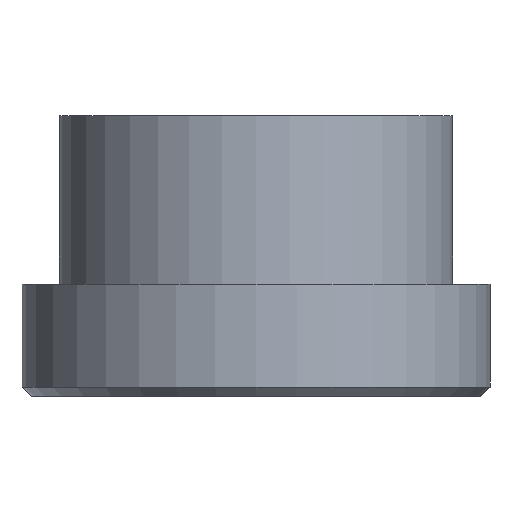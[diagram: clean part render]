
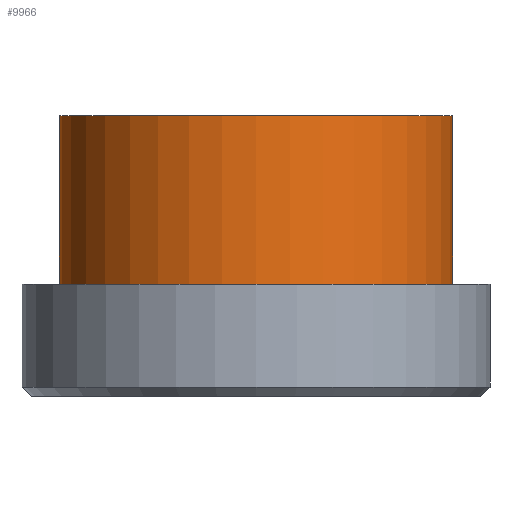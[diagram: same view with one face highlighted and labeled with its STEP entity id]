
A CAD part, front view. The second image highlights one B-rep face of the part: STEP entity #9966.
In plain terms, the highlighted cylindrical face has radius 10.5 mm (diameter 21 mm), a full revolution.
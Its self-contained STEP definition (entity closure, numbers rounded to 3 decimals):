
#653 = CARTESIAN_POINT ( 'NONE',  ( 0., 0., 7.5 ) ) ;
#848 = CARTESIAN_POINT ( 'NONE',  ( 0., 0., 7.5 ) ) ;
#1056 = ORIENTED_EDGE ( 'NONE', *, *, #11340, .F. ) ;
#1119 = EDGE_LOOP ( 'NONE', ( #1720 ) ) ;
#1283 = CIRCLE ( 'NONE', #5002, 10.5 ) ;
#1500 = DIRECTION ( 'NONE',  ( 1., 0., 0. ) ) ;
#1720 = ORIENTED_EDGE ( 'NONE', *, *, #8266, .T. ) ;
#2229 = VERTEX_POINT ( 'NONE', #12273 ) ;
#2870 = VERTEX_POINT ( 'NONE', #9229 ) ;
#3969 = DIRECTION ( 'NONE',  ( 0., 0., 1. ) ) ;
#4041 = CIRCLE ( 'NONE', #6288, 10.5 ) ;
#4982 = DIRECTION ( 'NONE',  ( 1., 0., 0. ) ) ;
#5002 = AXIS2_PLACEMENT_3D ( 'NONE', #8811, #12926, #6835 ) ;
#6288 = AXIS2_PLACEMENT_3D ( 'NONE', #653, #9659, #1500 ) ;
#6334 = EDGE_LOOP ( 'NONE', ( #1056 ) ) ;
#6835 = DIRECTION ( 'NONE',  ( 1., 0., 0. ) ) ;
#6907 = CYLINDRICAL_SURFACE ( 'NONE', #8592, 10.5 ) ;
#8266 = EDGE_CURVE ( 'NONE', #2870, #2870, #1283, .T. ) ;
#8518 = FACE_OUTER_BOUND ( 'NONE', #6334, .T. ) ;
#8592 = AXIS2_PLACEMENT_3D ( 'NONE', #848, #3969, #4982 ) ;
#8811 = CARTESIAN_POINT ( 'NONE',  ( 0., 0., -1.5 ) ) ;
#9229 = CARTESIAN_POINT ( 'NONE',  ( 10.5, 0., -1.5 ) ) ;
#9659 = DIRECTION ( 'NONE',  ( 0., 0., 1. ) ) ;
#9966 = ADVANCED_FACE ( 'NONE', ( #8518, #12483 ), #6907, .T. ) ;
#11340 = EDGE_CURVE ( 'NONE', #2229, #2229, #4041, .T. ) ;
#12273 = CARTESIAN_POINT ( 'NONE',  ( 10.5, 0., 7.5 ) ) ;
#12483 = FACE_OUTER_BOUND ( 'NONE', #1119, .T. ) ;
#12926 = DIRECTION ( 'NONE',  ( 0., 0., 1. ) ) ;
